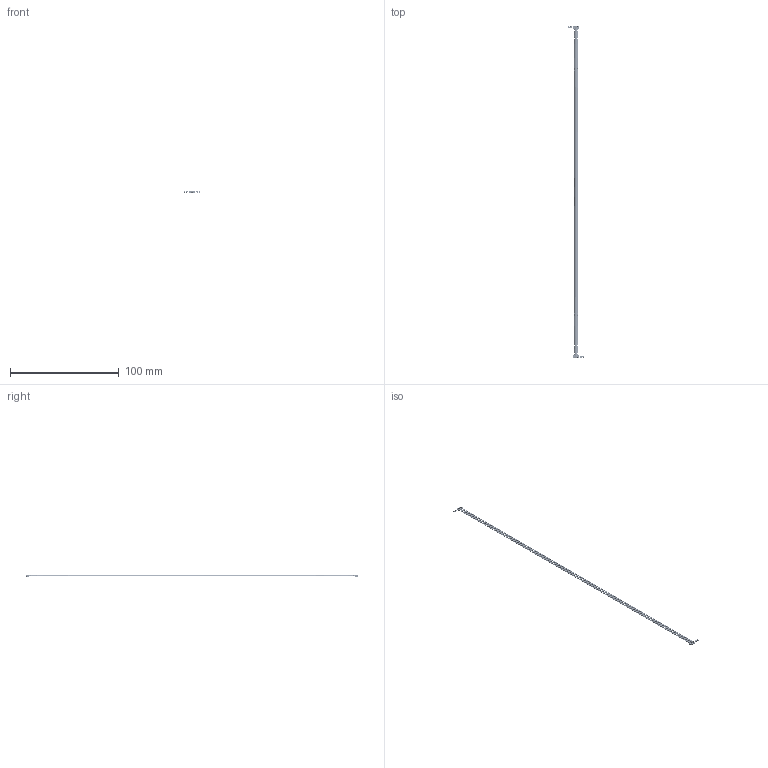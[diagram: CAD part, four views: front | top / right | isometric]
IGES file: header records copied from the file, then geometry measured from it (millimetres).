
Start section: C
Global section: file name: 6891893213006.igs; native system: By Siemens PLM Incorporated; preprocessor: XPlus GENERIC/IGES 26.1.183; author: Author; organization: Title; date: 20240725.140806; units: millimetre
Bounding box: 14.2 x 305.8 x 1.7 mm (x, y, z)
Surface area: 7718 mm2 (no closed solid volume)
Topology: 0 solids, 0 shells, 2986 faces, 26116 edges, 26116 vertices
Faces by surface type: bspline 2986
